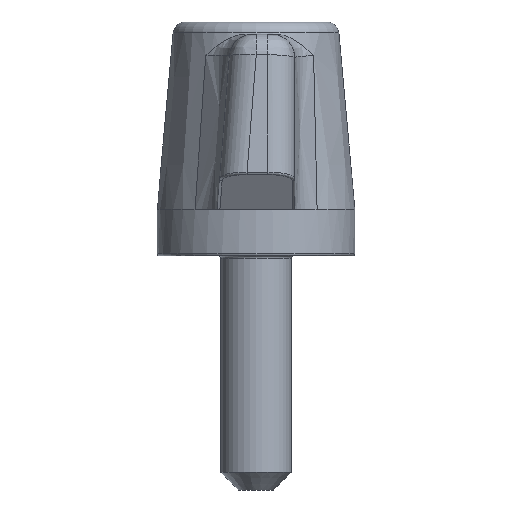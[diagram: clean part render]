
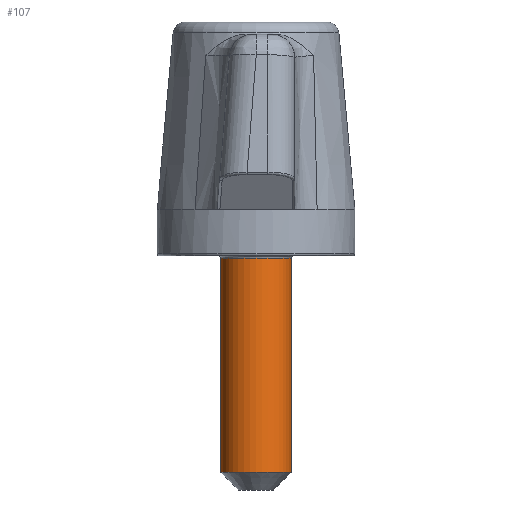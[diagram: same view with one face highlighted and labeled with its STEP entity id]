
A CAD part, front view. The second image highlights one B-rep face of the part: STEP entity #107.
In plain terms, the highlighted cylindrical face has radius 3 mm (diameter 6 mm), a full revolution.
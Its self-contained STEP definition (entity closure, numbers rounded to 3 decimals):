
#107 = ADVANCED_FACE( '', ( #256, #257 ), #258, .T. );
#256 = FACE_OUTER_BOUND( '', #514, .T. );
#257 = FACE_OUTER_BOUND( '', #515, .T. );
#258 = CYLINDRICAL_SURFACE( '', #516, 3. );
#514 = EDGE_LOOP( '', ( #1720 ) );
#515 = EDGE_LOOP( '', ( #1721 ) );
#516 = AXIS2_PLACEMENT_3D( '', #1722, #1723, #1724 );
#1720 = ORIENTED_EDGE( '', *, *, #2114, .T. );
#1721 = ORIENTED_EDGE( '', *, *, #2115, .T. );
#1722 = CARTESIAN_POINT( '', ( 0., 0., -77. ) );
#1723 = DIRECTION( '', ( 0., 0., -1. ) );
#1724 = DIRECTION( '', ( 1., 0., 0. ) );
#2114 = EDGE_CURVE( '', #2344, #2344, #2345, .F. );
#2115 = EDGE_CURVE( '', #2346, #2346, #2347, .T. );
#2344 = VERTEX_POINT( '', #2854 );
#2345 = CIRCLE( '', #2855, 3. );
#2346 = VERTEX_POINT( '', #2856 );
#2347 = CIRCLE( '', #2857, 3. );
#2854 = CARTESIAN_POINT( '', ( 3., 0., -0.2 ) );
#2855 = AXIS2_PLACEMENT_3D( '', #3322, #3323, #3324 );
#2856 = CARTESIAN_POINT( '', ( 3., 0., -18.5 ) );
#2857 = AXIS2_PLACEMENT_3D( '', #3325, #3326, #3327 );
#3322 = CARTESIAN_POINT( '', ( 0., 0., -0.2 ) );
#3323 = DIRECTION( '', ( 0., 0., 1. ) );
#3324 = DIRECTION( '', ( 1., 0., 0. ) );
#3325 = CARTESIAN_POINT( '', ( 0., 0., -18.5 ) );
#3326 = DIRECTION( '', ( 0., 0., 1. ) );
#3327 = DIRECTION( '', ( 1., 0., 0. ) );
